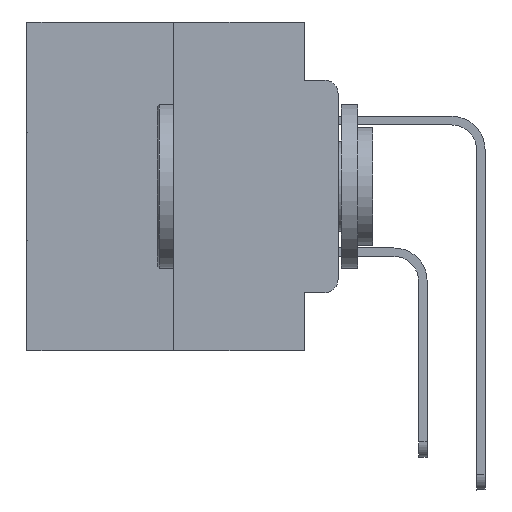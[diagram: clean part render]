
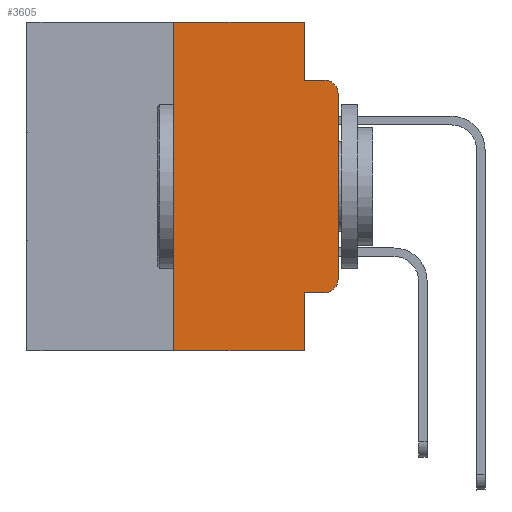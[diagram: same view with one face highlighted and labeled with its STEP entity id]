
A CAD part, left-side view. The second image highlights one B-rep face of the part: STEP entity #3605.
In plain terms, the highlighted planar face has unit normal (-1, 0, 0).
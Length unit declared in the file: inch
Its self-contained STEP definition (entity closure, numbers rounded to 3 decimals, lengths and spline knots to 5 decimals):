
#293 = DIRECTION ( 'NONE',  ( -1., 0., 0. ) ) ;
#391 = ORIENTED_EDGE ( 'NONE', *, *, #25819, .F. ) ;
#477 = AXIS2_PLACEMENT_3D ( 'NONE', #14221, #293, #16495 ) ;
#561 = VERTEX_POINT ( 'NONE', #13320 ) ;
#1745 = VECTOR ( 'NONE', #3539, 39.37008 ) ;
#1873 = ORIENTED_EDGE ( 'NONE', *, *, #22812, .F. ) ;
#2633 = CARTESIAN_POINT ( 'NONE',  ( 0., 0.25, -0.5 ) ) ;
#2650 = CARTESIAN_POINT ( 'NONE',  ( 0., 0.051, 0. ) ) ;
#2651 = CIRCLE ( 'NONE', #10922, 0.02 ) ;
#3110 = VECTOR ( 'NONE', #17924, 39.37008 ) ;
#3539 = DIRECTION ( 'NONE',  ( 0., -1., 0. ) ) ;
#3605 = ADVANCED_FACE ( 'NONE', ( #10707 ), #17869, .F. ) ;
#3699 = ORIENTED_EDGE ( 'NONE', *, *, #17262, .T. ) ;
#4015 = CARTESIAN_POINT ( 'NONE',  ( 0., 0.02, -0.3915 ) ) ;
#4090 = LINE ( 'NONE', #25301, #9552 ) ;
#4452 = ORIENTED_EDGE ( 'NONE', *, *, #7144, .F. ) ;
#4471 = VERTEX_POINT ( 'NONE', #16363 ) ;
#4508 = VERTEX_POINT ( 'NONE', #2633 ) ;
#4558 = CARTESIAN_POINT ( 'NONE',  ( 0., 0.051, -0.5 ) ) ;
#4968 = CARTESIAN_POINT ( 'NONE',  ( 0., 0.473, -0.5 ) ) ;
#5655 = EDGE_CURVE ( 'NONE', #23300, #12375, #24298, .T. ) ;
#6402 = DIRECTION ( 'NONE',  ( 0., 0., -1. ) ) ;
#6412 = LINE ( 'NONE', #4968, #28956 ) ;
#6498 = CARTESIAN_POINT ( 'NONE',  ( 0., 0.051, 0. ) ) ;
#6613 = DIRECTION ( 'NONE',  ( 0., 0., -1. ) ) ;
#7058 = DIRECTION ( 'NONE',  ( 0., 0., 1. ) ) ;
#7144 = EDGE_CURVE ( 'NONE', #20636, #561, #14806, .T. ) ;
#7401 = ORIENTED_EDGE ( 'NONE', *, *, #24180, .T. ) ;
#8258 = AXIS2_PLACEMENT_3D ( 'NONE', #29058, #20190, #6613 ) ;
#8671 = EDGE_CURVE ( 'NONE', #29004, #561, #15069, .T. ) ;
#8717 = DIRECTION ( 'NONE',  ( 0., 0., -1. ) ) ;
#9008 = VERTEX_POINT ( 'NONE', #26495 ) ;
#9354 = LINE ( 'NONE', #26788, #3110 ) ;
#9504 = CARTESIAN_POINT ( 'NONE',  ( 0., 0., -0.1085 ) ) ;
#9552 = VECTOR ( 'NONE', #14169, 39.37008 ) ;
#9626 = DIRECTION ( 'NONE',  ( 0., -1., 0. ) ) ;
#9951 = DIRECTION ( 'NONE',  ( 0., -1., 0. ) ) ;
#10407 = VECTOR ( 'NONE', #8717, 39.37008 ) ;
#10707 = FACE_OUTER_BOUND ( 'NONE', #15253, .T. ) ;
#10922 = AXIS2_PLACEMENT_3D ( 'NONE', #4015, #19980, #6402 ) ;
#12375 = VERTEX_POINT ( 'NONE', #2650 ) ;
#13320 = CARTESIAN_POINT ( 'NONE',  ( 0., 0.02, -0.0885 ) ) ;
#13712 = CARTESIAN_POINT ( 'NONE',  ( 0., 0.051, 0. ) ) ;
#13852 = EDGE_CURVE ( 'NONE', #9008, #22524, #2651, .T. ) ;
#14169 = DIRECTION ( 'NONE',  ( 0., -1., 0. ) ) ;
#14221 = CARTESIAN_POINT ( 'NONE',  ( 0., 0.02, -0.1085 ) ) ;
#14721 = CARTESIAN_POINT ( 'NONE',  ( 0., 0.051, -0.0885 ) ) ;
#14806 = LINE ( 'NONE', #15179, #1745 ) ;
#14933 = ORIENTED_EDGE ( 'NONE', *, *, #13852, .T. ) ;
#15069 = CIRCLE ( 'NONE', #477, 0.02 ) ;
#15179 = CARTESIAN_POINT ( 'NONE',  ( 0., 0.051, -0.0885 ) ) ;
#15253 = EDGE_LOOP ( 'NONE', ( #3699, #21855, #4452, #28508, #17376, #391, #7401, #1873, #20153, #14933 ) ) ;
#16363 = CARTESIAN_POINT ( 'NONE',  ( 0., 0.051, -0.4115 ) ) ;
#16493 = LINE ( 'NONE', #6498, #10407 ) ;
#16495 = DIRECTION ( 'NONE',  ( 0., 0., -1. ) ) ;
#16677 = VERTEX_POINT ( 'NONE', #4558 ) ;
#17262 = EDGE_CURVE ( 'NONE', #22524, #29004, #9354, .T. ) ;
#17376 = ORIENTED_EDGE ( 'NONE', *, *, #5655, .F. ) ;
#17635 = CARTESIAN_POINT ( 'NONE',  ( 0., 0.25, 0. ) ) ;
#17869 = PLANE ( 'NONE',  #8258 ) ;
#17924 = DIRECTION ( 'NONE',  ( 0., 0., 1. ) ) ;
#18236 = DIRECTION ( 'NONE',  ( 0., 0., -1. ) ) ;
#19838 = EDGE_CURVE ( 'NONE', #4471, #9008, #4090, .T. ) ;
#19980 = DIRECTION ( 'NONE',  ( -1., 0., 0. ) ) ;
#20153 = ORIENTED_EDGE ( 'NONE', *, *, #19838, .T. ) ;
#20190 = DIRECTION ( 'NONE',  ( 1., 0., 0. ) ) ;
#20636 = VERTEX_POINT ( 'NONE', #14721 ) ;
#21855 = ORIENTED_EDGE ( 'NONE', *, *, #8671, .T. ) ;
#22524 = VERTEX_POINT ( 'NONE', #24057 ) ;
#22812 = EDGE_CURVE ( 'NONE', #4471, #16677, #25908, .T. ) ;
#23269 = LINE ( 'NONE', #27334, #23962 ) ;
#23300 = VERTEX_POINT ( 'NONE', #17635 ) ;
#23590 = VECTOR ( 'NONE', #9951, 39.37008 ) ;
#23962 = VECTOR ( 'NONE', #7058, 39.37008 ) ;
#24057 = CARTESIAN_POINT ( 'NONE',  ( 0., 0., -0.3915 ) ) ;
#24180 = EDGE_CURVE ( 'NONE', #4508, #16677, #6412, .T. ) ;
#24298 = LINE ( 'NONE', #25664, #23590 ) ;
#25221 = VECTOR ( 'NONE', #18236, 39.37008 ) ;
#25301 = CARTESIAN_POINT ( 'NONE',  ( 0., 0.051, -0.4115 ) ) ;
#25664 = CARTESIAN_POINT ( 'NONE',  ( 0., 0.473, 0. ) ) ;
#25819 = EDGE_CURVE ( 'NONE', #4508, #23300, #23269, .T. ) ;
#25908 = LINE ( 'NONE', #13712, #25221 ) ;
#26495 = CARTESIAN_POINT ( 'NONE',  ( 0., 0.02, -0.4115 ) ) ;
#26788 = CARTESIAN_POINT ( 'NONE',  ( 0., 0., 0. ) ) ;
#27334 = CARTESIAN_POINT ( 'NONE',  ( 0., 0.25, 0. ) ) ;
#28508 = ORIENTED_EDGE ( 'NONE', *, *, #28801, .F. ) ;
#28801 = EDGE_CURVE ( 'NONE', #12375, #20636, #16493, .T. ) ;
#28956 = VECTOR ( 'NONE', #9626, 39.37008 ) ;
#29004 = VERTEX_POINT ( 'NONE', #9504 ) ;
#29058 = CARTESIAN_POINT ( 'NONE',  ( 0., 0.473, 0. ) ) ;
